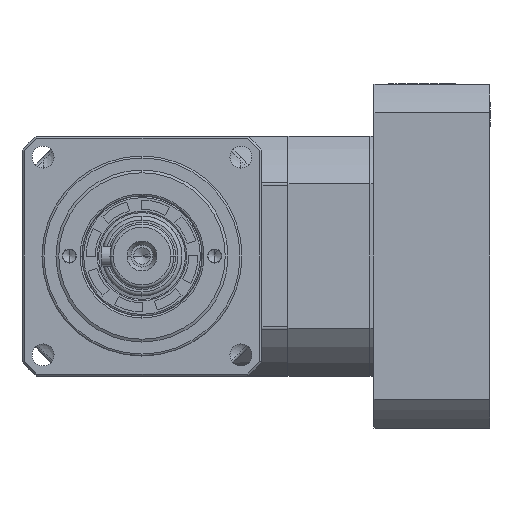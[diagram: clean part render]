
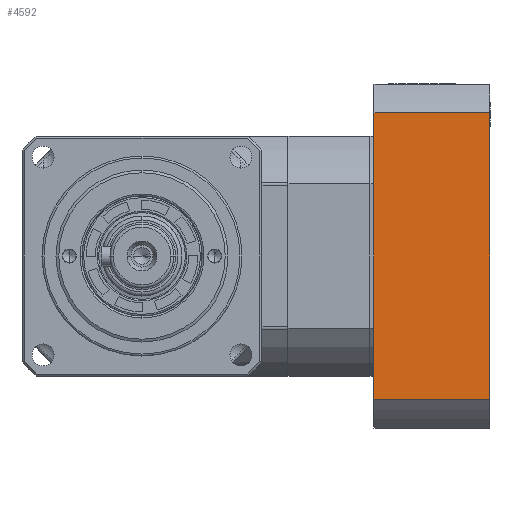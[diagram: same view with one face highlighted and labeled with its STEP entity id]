
A CAD part, left-side view. The second image highlights one B-rep face of the part: STEP entity #4592.
In plain terms, the highlighted planar face has unit normal (-1, 0, 0).
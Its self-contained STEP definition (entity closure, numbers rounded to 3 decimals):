
#25 = ORIENTED_EDGE ( 'NONE', *, *, #23029, .F. ) ;
#955 = CARTESIAN_POINT ( 'NONE',  ( -51.347, -76.833, 26.5 ) ) ;
#1048 = DIRECTION ( 'NONE',  ( 0., 0., 1. ) ) ;
#1695 = DIRECTION ( 'NONE',  ( 0., 0., 1. ) ) ;
#1733 = DIRECTION ( 'NONE',  ( -1., 0., 0. ) ) ;
#1976 = PLANE ( 'NONE',  #18792 ) ;
#2035 = CARTESIAN_POINT ( 'NONE',  ( -51.347, -0.833, 26.5 ) ) ;
#2400 = VERTEX_POINT ( 'NONE', #12223 ) ;
#2693 = ORIENTED_EDGE ( 'NONE', *, *, #3938, .T. ) ;
#3938 = EDGE_CURVE ( 'NONE', #9957, #2400, #6137, .T. ) ;
#4592 = ADVANCED_FACE ( 'NONE', ( #7415 ), #1976, .T. ) ;
#4653 = EDGE_CURVE ( 'NONE', #2400, #8727, #21190, .T. ) ;
#4949 = VECTOR ( 'NONE', #10955, 1000. ) ;
#5117 = CARTESIAN_POINT ( 'NONE',  ( -51.347, -47.833, 30.625 ) ) ;
#5138 = DIRECTION ( 'NONE',  ( 0., -1., 0. ) ) ;
#5219 = CARTESIAN_POINT ( 'NONE',  ( -51.347, -45.833, 102.375 ) ) ;
#6137 = LINE ( 'NONE', #10982, #4949 ) ;
#7288 = VECTOR ( 'NONE', #5138, 1000. ) ;
#7415 = FACE_OUTER_BOUND ( 'NONE', #11377, .T. ) ;
#8727 = VERTEX_POINT ( 'NONE', #25121 ) ;
#9957 = VERTEX_POINT ( 'NONE', #5117 ) ;
#10952 = CARTESIAN_POINT ( 'NONE',  ( -51.347, -47.833, 66.5 ) ) ;
#10955 = DIRECTION ( 'NONE',  ( 0., -1., 0. ) ) ;
#10982 = CARTESIAN_POINT ( 'NONE',  ( -51.347, -0.833, 30.625 ) ) ;
#10989 = DIRECTION ( 'NONE',  ( 0., 0., 1. ) ) ;
#11377 = EDGE_LOOP ( 'NONE', ( #24943, #27192, #25, #2693 ) ) ;
#11504 = VERTEX_POINT ( 'NONE', #17294 ) ;
#12223 = CARTESIAN_POINT ( 'NONE',  ( -51.347, -76.833, 30.625 ) ) ;
#12449 = LINE ( 'NONE', #10952, #12507 ) ;
#12460 = EDGE_CURVE ( 'NONE', #11504, #8727, #14523, .T. ) ;
#12507 = VECTOR ( 'NONE', #10989, 1000. ) ;
#14523 = LINE ( 'NONE', #5219, #7288 ) ;
#16321 = VECTOR ( 'NONE', #1048, 1000. ) ;
#17294 = CARTESIAN_POINT ( 'NONE',  ( -51.347, -47.833, 102.375 ) ) ;
#18792 = AXIS2_PLACEMENT_3D ( 'NONE', #2035, #1733, #1695 ) ;
#21190 = LINE ( 'NONE', #955, #16321 ) ;
#23029 = EDGE_CURVE ( 'NONE', #9957, #11504, #12449, .T. ) ;
#24943 = ORIENTED_EDGE ( 'NONE', *, *, #4653, .T. ) ;
#25121 = CARTESIAN_POINT ( 'NONE',  ( -51.347, -76.833, 102.375 ) ) ;
#27192 = ORIENTED_EDGE ( 'NONE', *, *, #12460, .F. ) ;
